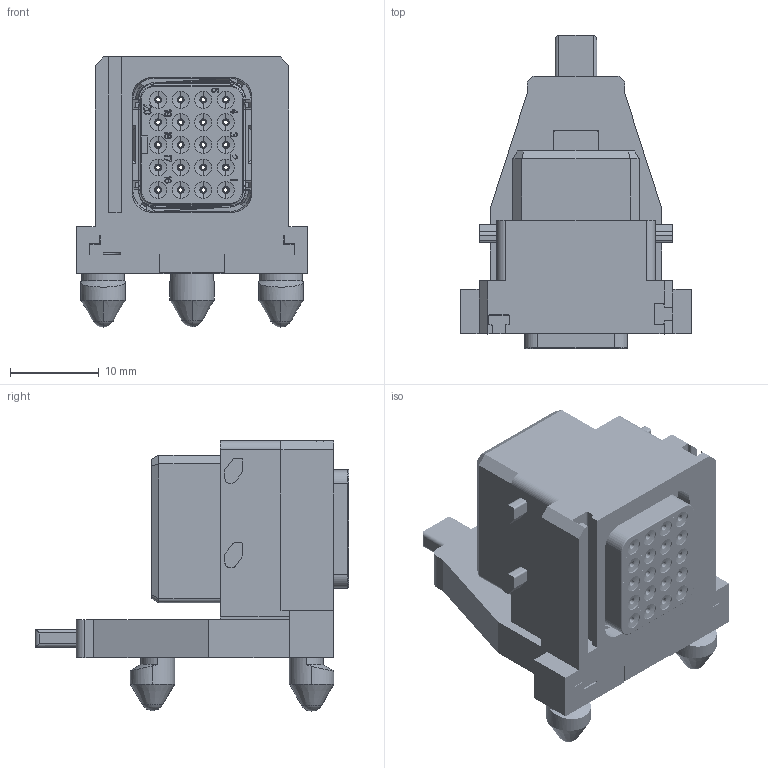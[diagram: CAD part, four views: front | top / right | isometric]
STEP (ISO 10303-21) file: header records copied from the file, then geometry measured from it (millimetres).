
FILE_DESCRIPTION((''),'2;1');
FILE_NAME('35599121787PSU','2020-02-20T',('presta_be4'),(''),'CREO PARAMETRIC BY PTC INC, 2018360','CREO PARAMETRIC BY PTC INC, 2018360','');
FILE_SCHEMA(('CONFIG_CONTROL_DESIGN'));
Products named in the file (1): 35599121787PSU
Bounding box: 26 x 35.29 x 30.4 mm (x, y, z)
Volume: 7512.1 mm3; surface area: 9114.5 mm2
Topology: 1 solids, 1 shells, 4388 faces, 10657 edges, 6431 vertices
Faces by surface type: plane 1613, cylinder 870, bspline 682, torus 580, cone 517, sphere 126
Entity records: 173050 total; most frequent: CARTESIAN_POINT 74449, ORIENTED_EDGE 21302, DIRECTION 19776, EDGE_CURVE 10651, AXIS2_PLACEMENT_3D 7392, VERTEX_POINT 6431, VECTOR 4992, LINE 4992
